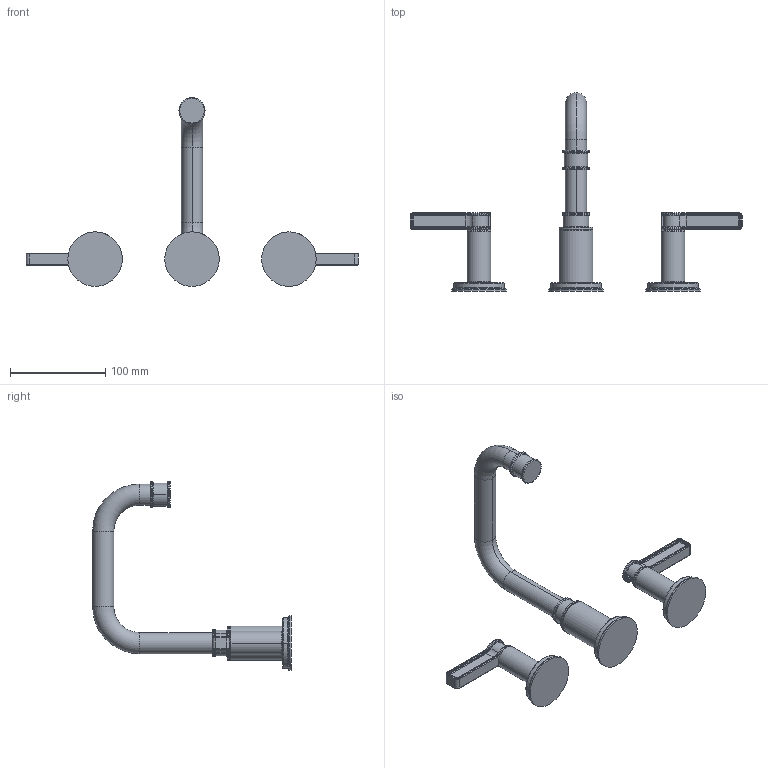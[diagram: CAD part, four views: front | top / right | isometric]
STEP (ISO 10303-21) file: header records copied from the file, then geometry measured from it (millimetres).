
FILE_DESCRIPTION((''),'2;1');
FILE_NAME('3270','2020-11-30T11:41:32',('jinson.thomas'),(''),'CREO PARAMETRIC BY PTC INC, 2018400','CREO PARAMETRIC BY PTC INC, 2018400','');
FILE_SCHEMA(('CONFIG_CONTROL_DESIGN'));
Length unit declared in the file: inch
Products named in the file (1): 3270
Bounding box: 347.98 x 208.22 x 197.87 mm (x, y, z)
Volume: 336550.2 mm3; surface area: 71088.3 mm2
Topology: 3 solids, 3 shells, 317 faces, 740 edges, 442 vertices
Faces by surface type: cylinder 126, torus 118, plane 45, bspline 24, cone 4
Entity records: 10332 total; most frequent: CARTESIAN_POINT 2865, DIRECTION 1762, ORIENTED_EDGE 1480, AXIS2_PLACEMENT_3D 781, EDGE_CURVE 740, CIRCLE 488, VERTEX_POINT 442, EDGE_LOOP 330
